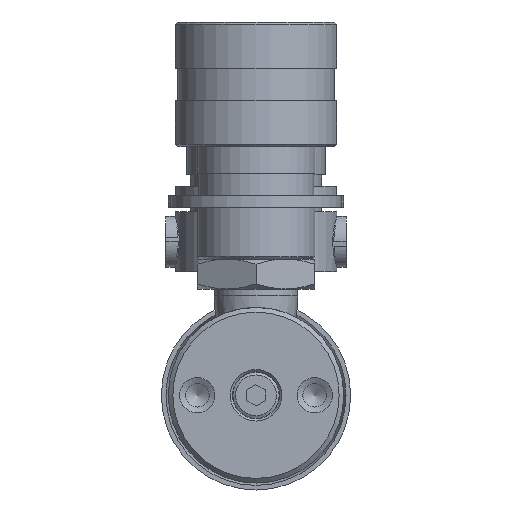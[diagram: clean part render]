
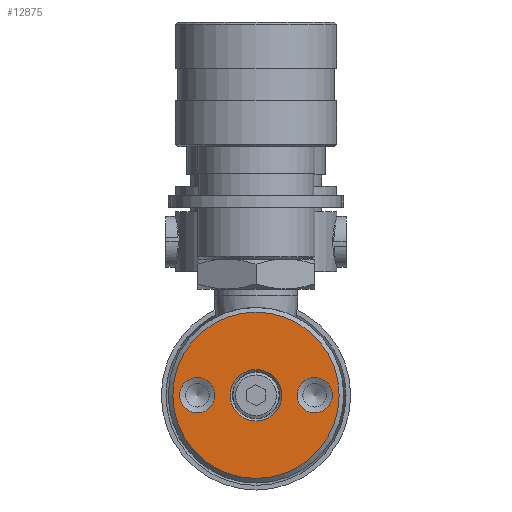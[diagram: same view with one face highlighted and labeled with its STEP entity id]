
A CAD part, front view. The second image highlights one B-rep face of the part: STEP entity #12875.
In plain terms, the highlighted planar face has unit normal (0, -1, 0).
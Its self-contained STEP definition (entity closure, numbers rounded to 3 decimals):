
#694 = EDGE_LOOP ( 'NONE', ( #3930 ) ) ;
#1208 = CARTESIAN_POINT ( 'NONE',  ( 0., 0., 18. ) ) ;
#1760 = DIRECTION ( 'NONE',  ( 0., 0., 1. ) ) ;
#1810 = DIRECTION ( 'NONE',  ( 0., 0., 1. ) ) ;
#1942 = VERTEX_POINT ( 'NONE', #15321 ) ;
#2448 = AXIS2_PLACEMENT_3D ( 'NONE', #16098, #10834, #14781 ) ;
#2675 = AXIS2_PLACEMENT_3D ( 'NONE', #8352, #16215, #1810 ) ;
#3378 = VERTEX_POINT ( 'NONE', #1208 ) ;
#3420 = FACE_OUTER_BOUND ( 'NONE', #694, .T. ) ;
#3461 = EDGE_LOOP ( 'NONE', ( #9278 ) ) ;
#3930 = ORIENTED_EDGE ( 'NONE', *, *, #16704, .T. ) ;
#3993 = VERTEX_POINT ( 'NONE', #9902 ) ;
#4211 = EDGE_LOOP ( 'NONE', ( #7321 ) ) ;
#4823 = DIRECTION ( 'NONE',  ( 0., 0., 1. ) ) ;
#4876 = PLANE ( 'NONE',  #14868 ) ;
#5656 = FACE_BOUND ( 'NONE', #5786, .T. ) ;
#5786 = EDGE_LOOP ( 'NONE', ( #6166 ) ) ;
#6066 = CARTESIAN_POINT ( 'NONE',  ( 0., 0., 0. ) ) ;
#6166 = ORIENTED_EDGE ( 'NONE', *, *, #7686, .F. ) ;
#6669 = FACE_BOUND ( 'NONE', #3461, .T. ) ;
#6712 = CARTESIAN_POINT ( 'NONE',  ( -12.7, 0., 0. ) ) ;
#7321 = ORIENTED_EDGE ( 'NONE', *, *, #12518, .T. ) ;
#7686 = EDGE_CURVE ( 'NONE', #3993, #3993, #10423, .T. ) ;
#8037 = DIRECTION ( 'NONE',  ( 0., -1., 0. ) ) ;
#8114 = AXIS2_PLACEMENT_3D ( 'NONE', #6712, #8037, #10644 ) ;
#8352 = CARTESIAN_POINT ( 'NONE',  ( 0., 0., 0. ) ) ;
#9278 = ORIENTED_EDGE ( 'NONE', *, *, #11109, .F. ) ;
#9902 = CARTESIAN_POINT ( 'NONE',  ( -12.7, 0., -3.81 ) ) ;
#10423 = CIRCLE ( 'NONE', #8114, 3.81 ) ;
#10546 = FACE_BOUND ( 'NONE', #4211, .T. ) ;
#10644 = DIRECTION ( 'NONE',  ( 0., 0., -1. ) ) ;
#10834 = DIRECTION ( 'NONE',  ( 0., -1., 0. ) ) ;
#11109 = EDGE_CURVE ( 'NONE', #11744, #11744, #11196, .T. ) ;
#11196 = CIRCLE ( 'NONE', #2448, 3.81 ) ;
#11546 = DIRECTION ( 'NONE',  ( 0., 1., 0. ) ) ;
#11744 = VERTEX_POINT ( 'NONE', #12697 ) ;
#11966 = CIRCLE ( 'NONE', #2675, 5.575 ) ;
#12518 = EDGE_CURVE ( 'NONE', #1942, #1942, #11966, .T. ) ;
#12697 = CARTESIAN_POINT ( 'NONE',  ( 12.7, 0., -3.81 ) ) ;
#12875 = ADVANCED_FACE ( 'NONE', ( #6669, #5656, #3420, #10546 ), #4876, .F. ) ;
#13362 = AXIS2_PLACEMENT_3D ( 'NONE', #6066, #14729, #1760 ) ;
#14110 = CARTESIAN_POINT ( 'NONE',  ( -5.075, 0., 0. ) ) ;
#14729 = DIRECTION ( 'NONE',  ( 0., -1., 0. ) ) ;
#14781 = DIRECTION ( 'NONE',  ( 0., 0., -1. ) ) ;
#14868 = AXIS2_PLACEMENT_3D ( 'NONE', #14110, #11546, #4823 ) ;
#15064 = CIRCLE ( 'NONE', #13362, 18. ) ;
#15321 = CARTESIAN_POINT ( 'NONE',  ( 0., 0., 5.575 ) ) ;
#16098 = CARTESIAN_POINT ( 'NONE',  ( 12.7, 0., 0. ) ) ;
#16215 = DIRECTION ( 'NONE',  ( 0., 1., 0. ) ) ;
#16704 = EDGE_CURVE ( 'NONE', #3378, #3378, #15064, .T. ) ;
